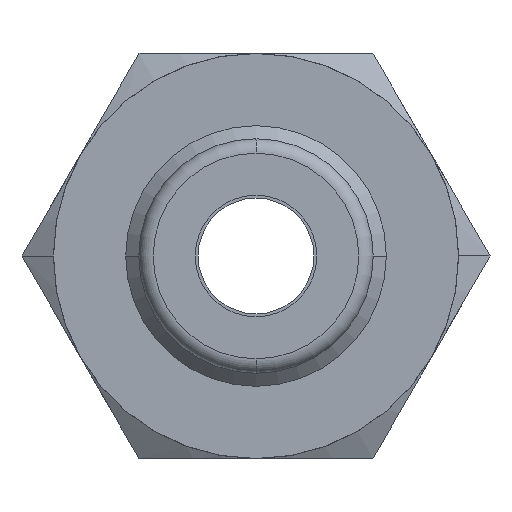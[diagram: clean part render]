
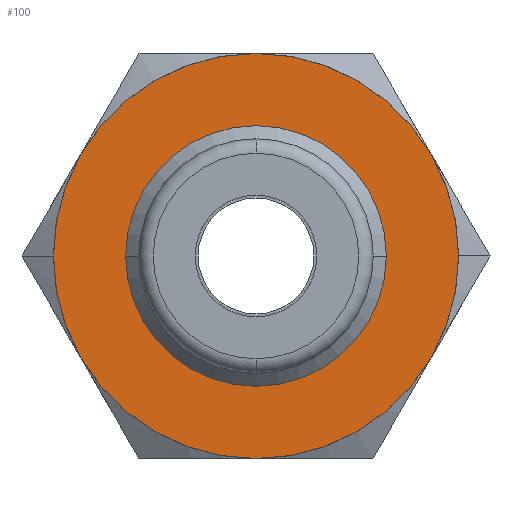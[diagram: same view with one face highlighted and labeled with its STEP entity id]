
A CAD part, front view. The second image highlights one B-rep face of the part: STEP entity #100.
In plain terms, the highlighted planar face has unit normal (0, -1, 0).
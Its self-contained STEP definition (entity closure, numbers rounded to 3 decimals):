
#100=ADVANCED_FACE('',(#245,#246),#247,.T.);
#245=FACE_OUTER_BOUND('',#434,.T.);
#246=FACE_BOUND('',#435,.T.);
#247=PLANE('',#436);
#434=EDGE_LOOP('',(#664,#665));
#435=EDGE_LOOP('',(#666,#667));
#436=AXIS2_PLACEMENT_3D('',#668,#669,#670);
#664=ORIENTED_EDGE('',*,*,#1111,.T.);
#665=ORIENTED_EDGE('',*,*,#1112,.T.);
#666=ORIENTED_EDGE('',*,*,#1113,.F.);
#667=ORIENTED_EDGE('',*,*,#1114,.F.);
#668=CARTESIAN_POINT('',(0.0,14.0,0.0));
#669=DIRECTION('',(0.0,-1.0,0.0));
#670=DIRECTION('',(-1.0,0.0,0.0));
#1111=EDGE_CURVE('',#1325,#1326,#1327,.T.);
#1112=EDGE_CURVE('',#1326,#1325,#1328,.T.);
#1113=EDGE_CURVE('',#1329,#1330,#1331,.T.);
#1114=EDGE_CURVE('',#1330,#1329,#1332,.T.);
#1325=VERTEX_POINT('',#1631);
#1326=VERTEX_POINT('',#1632);
#1327=CIRCLE('',#1633,6.995);
#1328=CIRCLE('',#1634,6.995);
#1329=VERTEX_POINT('',#1635);
#1330=VERTEX_POINT('',#1636);
#1331=CIRCLE('',#1637,4.5);
#1332=CIRCLE('',#1638,4.5);
#1631=CARTESIAN_POINT('',(6.995,14.0,0.0));
#1632=CARTESIAN_POINT('',(-6.995,14.0,0.));
#1633=AXIS2_PLACEMENT_3D('',#2136,#2137,#2138);
#1634=AXIS2_PLACEMENT_3D('',#2139,#2140,#2141);
#1635=CARTESIAN_POINT('',(-4.5,14.0,0.));
#1636=CARTESIAN_POINT('',(4.5,14.0,0.));
#1637=AXIS2_PLACEMENT_3D('',#2142,#2143,#2144);
#1638=AXIS2_PLACEMENT_3D('',#2145,#2146,#2147);
#2136=CARTESIAN_POINT('',(0.0,14.0,0.0));
#2137=DIRECTION('',(0.0,-1.0,0.0));
#2138=DIRECTION('',(1.0,0.0,0.0));
#2139=CARTESIAN_POINT('',(0.0,14.0,0.0));
#2140=DIRECTION('',(0.0,-1.0,0.0));
#2141=DIRECTION('',(1.0,0.0,0.0));
#2142=CARTESIAN_POINT('',(0.0,14.0,0.0));
#2143=DIRECTION('',(0.0,-1.0,0.0));
#2144=DIRECTION('',(1.0,0.0,0.0));
#2145=CARTESIAN_POINT('',(0.0,14.0,0.0));
#2146=DIRECTION('',(0.0,-1.0,0.0));
#2147=DIRECTION('',(1.0,0.0,0.0));
